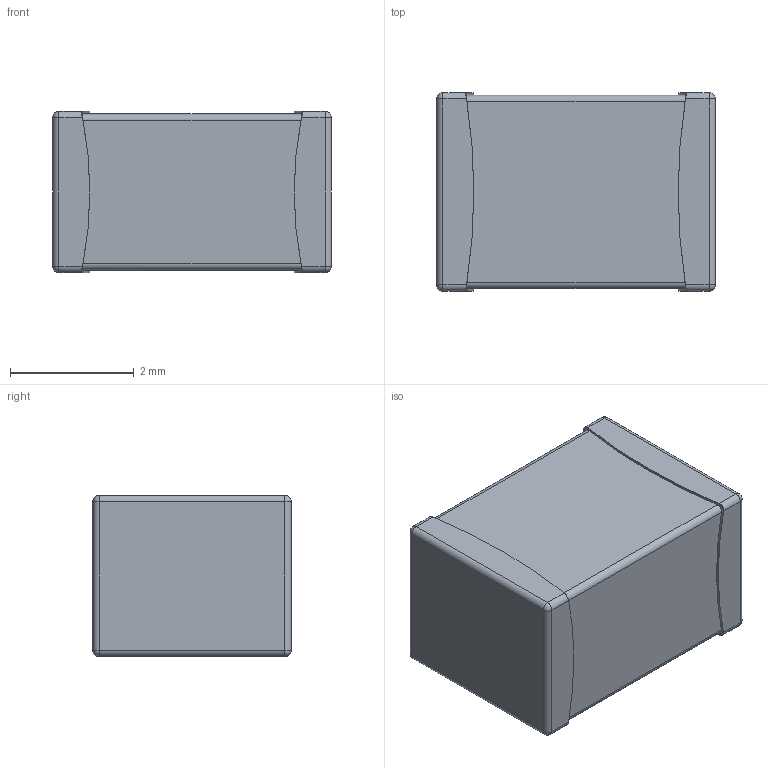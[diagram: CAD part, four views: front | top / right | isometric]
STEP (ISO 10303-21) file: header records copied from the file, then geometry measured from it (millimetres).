
FILE_DESCRIPTION (( 'STEP AP214' ), '1' );
FILE_NAME ('C1812.STEP', '2022-10-21T03:13:14', ( '' ), ( '' ), 'SwSTEP 2.0', 'SolidWorks 2019', '' );
FILE_SCHEMA (( 'AUTOMOTIVE_DESIGN' ));
Length unit declared in the file: millimetre
Products named in the file (1): C1812
Bounding box: 4.5 x 3.2 x 2.6 mm (x, y, z)
Volume: 35.8 mm3; surface area: 66.9 mm2
Topology: 1 solids, 1 shells, 58 faces, 152 edges, 88 vertices
Faces by surface type: cylinder 28, plane 22, sphere 8
Entity records: 2432 total; most frequent: CARTESIAN_POINT 471, ORIENTED_EDGE 288, DIRECTION 270, EDGE_CURVE 144, AXIS2_PLACEMENT_3D 107, VERTEX_POINT 88, FACE_OUTER_BOUND 58, ADVANCED_FACE 58
